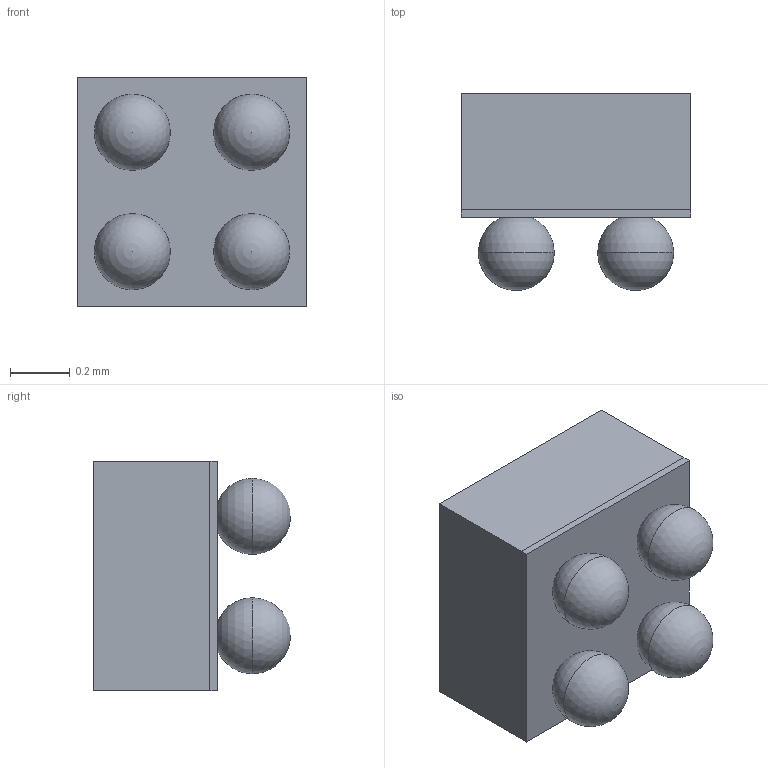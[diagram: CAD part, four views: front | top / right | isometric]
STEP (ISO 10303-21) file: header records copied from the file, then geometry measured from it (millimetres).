
FILE_DESCRIPTION (( 'STEP AP214' ), '1' );
FILE_NAME ('LFTVS18-1F3.STEP', '2021-12-10T23:19:46', ( '' ), ( '' ), 'SwSTEP 2.0', 'SolidWorks 2017', '' );
FILE_SCHEMA (( 'AUTOMOTIVE_DESIGN' ));
Length unit declared in the file: millimetre
Products named in the file (1): LFTVS18-1F3
Bounding box: 0.77 x 0.66 x 0.77 mm (x, y, z)
Volume: 0.3 mm3; surface area: 4.5 mm2
Topology: 7 solids, 7 shells, 31 faces, 68 edges, 48 vertices
Faces by surface type: plane 19, sphere 8, cylinder 4
Entity records: 846 total; most frequent: DIRECTION 140, CARTESIAN_POINT 124, ORIENTED_EDGE 104, AXIS2_PLACEMENT_3D 56, EDGE_CURVE 52, VERTEX_POINT 40, EDGE_LOOP 36, FACE_OUTER_BOUND 31
